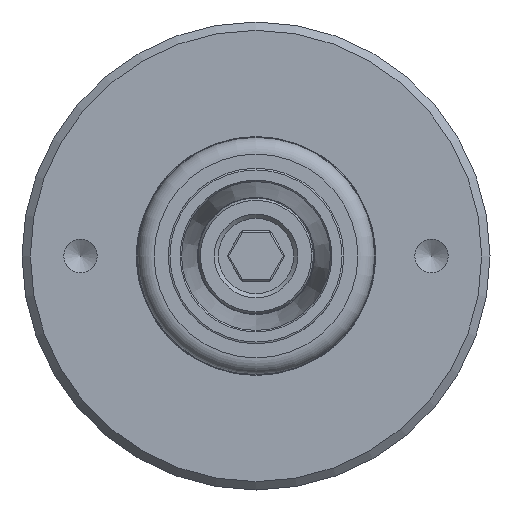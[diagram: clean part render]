
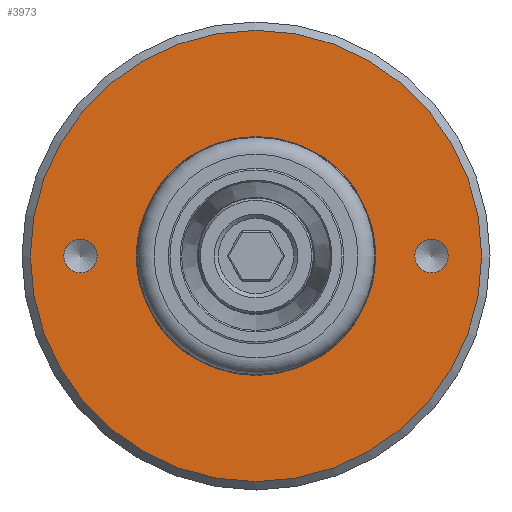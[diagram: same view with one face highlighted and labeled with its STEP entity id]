
A CAD part, left-side view. The second image highlights one B-rep face of the part: STEP entity #3973.
In plain terms, the highlighted planar face has unit normal (-1, 0, 0).
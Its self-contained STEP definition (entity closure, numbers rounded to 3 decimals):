
#542=PLANE('',#4336);
#654=FACE_BOUND('',#1223,.T.);
#655=FACE_BOUND('',#1224,.T.);
#656=FACE_BOUND('',#1225,.T.);
#657=FACE_BOUND('',#1226,.T.);
#1223=EDGE_LOOP('',(#3048));
#1224=EDGE_LOOP('',(#3049));
#1225=EDGE_LOOP('',(#3050));
#1226=EDGE_LOOP('',(#3051));
#1567=CIRCLE('',#4327,27.);
#1568=CIRCLE('',#4329,2.);
#1570=CIRCLE('',#4333,2.);
#1572=CIRCLE('',#4337,9.975);
#1921=VERTEX_POINT('',#6972);
#1922=VERTEX_POINT('',#6975);
#1924=VERTEX_POINT('',#6981);
#1926=VERTEX_POINT('',#6987);
#2348=EDGE_CURVE('',#1921,#1921,#1567,.T.);
#2349=EDGE_CURVE('',#1922,#1922,#1568,.T.);
#2351=EDGE_CURVE('',#1924,#1924,#1570,.T.);
#2353=EDGE_CURVE('',#1926,#1926,#1572,.T.);
#3048=ORIENTED_EDGE('',*,*,#2353,.T.);
#3049=ORIENTED_EDGE('',*,*,#2348,.F.);
#3050=ORIENTED_EDGE('',*,*,#2349,.T.);
#3051=ORIENTED_EDGE('',*,*,#2351,.T.);
#3973=ADVANCED_FACE('',(#654,#655,#656,#657),#542,.T.);
#4327=AXIS2_PLACEMENT_3D('',#6973,#5043,#5044);
#4329=AXIS2_PLACEMENT_3D('',#6976,#5047,#5048);
#4333=AXIS2_PLACEMENT_3D('',#6982,#5055,#5056);
#4336=AXIS2_PLACEMENT_3D('',#6986,#5061,#5062);
#4337=AXIS2_PLACEMENT_3D('',#6988,#5063,#5064);
#5043=DIRECTION('center_axis',(1.,0.,0.));
#5044=DIRECTION('ref_axis',(0.,1.,0.));
#5047=DIRECTION('center_axis',(1.,0.,0.));
#5048=DIRECTION('ref_axis',(0.,0.,
1.));
#5055=DIRECTION('center_axis',(1.,0.,0.));
#5056=DIRECTION('ref_axis',(0.,0.,
1.));
#5061=DIRECTION('center_axis',(-1.,0.,0.));
#5062=DIRECTION('ref_axis',(0.,0.,1.));
#5063=DIRECTION('center_axis',(1.,0.,0.));
#5064=DIRECTION('ref_axis',(0.,0.,
-1.));
#6972=CARTESIAN_POINT('',(-145.904,26.885,2.377));
#6973=CARTESIAN_POINT('Origin',(-145.904,-0.115,2.377));
#6975=CARTESIAN_POINT('',(-145.904,-21.115,4.377));
#6976=CARTESIAN_POINT('Origin',(-145.904,-21.115,2.377));
#6981=CARTESIAN_POINT('',(-145.904,20.885,4.377));
#6982=CARTESIAN_POINT('Origin',(-145.904,20.885,2.377));
#6986=CARTESIAN_POINT('Origin',(-145.904,18.635,2.377));
#6987=CARTESIAN_POINT('',(-145.904,-0.115,12.352));
#6988=CARTESIAN_POINT('Origin',(-145.904,-0.115,2.377));
